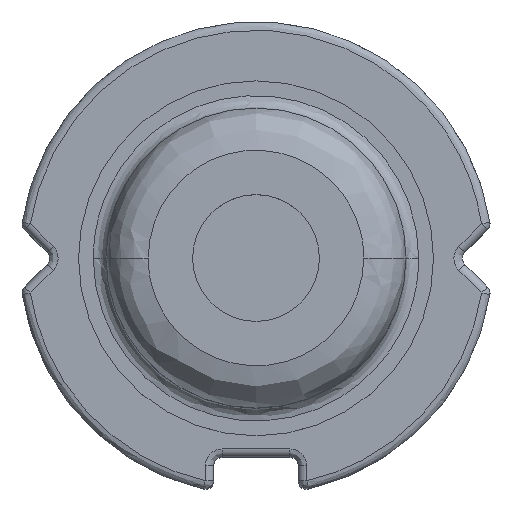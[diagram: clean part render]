
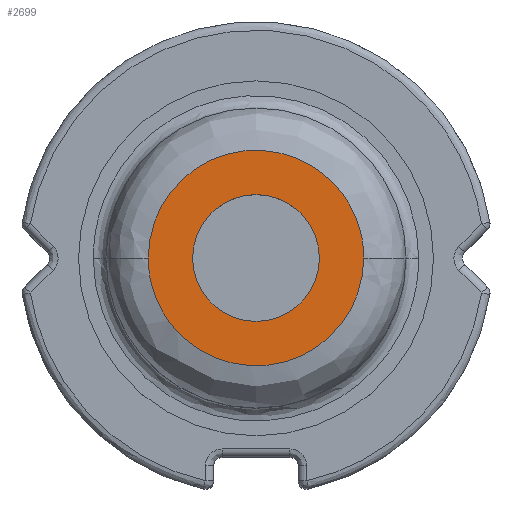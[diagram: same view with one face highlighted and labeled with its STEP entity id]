
A CAD part, top view. The second image highlights one B-rep face of the part: STEP entity #2699.
In plain terms, the highlighted planar face has unit normal (0, 0, 1).
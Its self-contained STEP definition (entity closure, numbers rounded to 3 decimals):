
#21 = DIRECTION ( 'NONE',  ( 0., 0., -1. ) ) ;
#38 = EDGE_LOOP ( 'NONE', ( #2285, #2208 ) ) ;
#50 = AXIS2_PLACEMENT_3D ( 'NONE', #481, #1996, #699 ) ;
#102 = EDGE_CURVE ( 'NONE', #2197, #241, #1772, .T. ) ;
#138 = FACE_BOUND ( 'NONE', #38, .T. ) ;
#174 = VERTEX_POINT ( 'NONE', #2040 ) ;
#182 = CARTESIAN_POINT ( 'NONE',  ( -1.275, -2.55, 3.5 ) ) ;
#241 = VERTEX_POINT ( 'NONE', #1180 ) ;
#242 = EDGE_LOOP ( 'NONE', ( #1631, #1151 ) ) ;
#279 =( BOUNDED_CURVE ( )  B_SPLINE_CURVE ( 3, ( #2697, #1394, #1611, #319 ),
 .UNSPECIFIED., .F., .T. ) 
 B_SPLINE_CURVE_WITH_KNOTS ( ( 4, 4 ),
 ( 0.5, 1. ),
 .UNSPECIFIED. ) 
 CURVE ( )  GEOMETRIC_REPRESENTATION_ITEM ( )  RATIONAL_B_SPLINE_CURVE ( ( 1., 0.333, 0.333, 1. ) ) 
 REPRESENTATION_ITEM ( '' )  );
#319 = CARTESIAN_POINT ( 'NONE',  ( 1.275, 0., 3.5 ) ) ;
#382 = AXIS2_PLACEMENT_3D ( 'NONE', #1306, #21, #1524 ) ;
#481 = CARTESIAN_POINT ( 'NONE',  ( 0., 0., 3.5 ) ) ;
#697 = FACE_OUTER_BOUND ( 'NONE', #242, .T. ) ;
#699 = DIRECTION ( 'NONE',  ( 1., 0., 0. ) ) ;
#784 = EDGE_CURVE ( 'NONE', #174, #1675, #2715, .T. ) ;
#934 = DIRECTION ( 'NONE',  ( 0., 0., 1. ) ) ;
#1151 = ORIENTED_EDGE ( 'NONE', *, *, #1402, .F. ) ;
#1180 = CARTESIAN_POINT ( 'NONE',  ( -0.75, 0., 3.5 ) ) ;
#1295 = PLANE ( 'NONE',  #382 ) ;
#1306 = CARTESIAN_POINT ( 'NONE',  ( 1.775, 0., 3.5 ) ) ;
#1388 = CARTESIAN_POINT ( 'NONE',  ( 0.75, 0., 3.5 ) ) ;
#1394 = CARTESIAN_POINT ( 'NONE',  ( -1.275, 2.55, 3.5 ) ) ;
#1402 = EDGE_CURVE ( 'NONE', #1675, #174, #279, .T. ) ;
#1472 = CARTESIAN_POINT ( 'NONE',  ( 1.275, -2.55, 3.5 ) ) ;
#1524 = DIRECTION ( 'NONE',  ( -1., 0., 0. ) ) ;
#1611 = CARTESIAN_POINT ( 'NONE',  ( 1.275, 2.55, 3.5 ) ) ;
#1631 = ORIENTED_EDGE ( 'NONE', *, *, #784, .F. ) ;
#1646 = EDGE_CURVE ( 'NONE', #241, #2197, #2194, .T. ) ;
#1675 = VERTEX_POINT ( 'NONE', #2258 ) ;
#1677 = CARTESIAN_POINT ( 'NONE',  ( -1.275, 0., 3.5 ) ) ;
#1772 = CIRCLE ( 'NONE', #50, 0.75 ) ;
#1996 = DIRECTION ( 'NONE',  ( 0., 0., 1. ) ) ;
#2040 = CARTESIAN_POINT ( 'NONE',  ( 1.275, 0., 3.5 ) ) ;
#2194 = CIRCLE ( 'NONE', #2590, 0.75 ) ;
#2197 = VERTEX_POINT ( 'NONE', #1388 ) ;
#2208 = ORIENTED_EDGE ( 'NONE', *, *, #1646, .F. ) ;
#2243 = CARTESIAN_POINT ( 'NONE',  ( 0., 0., 3.5 ) ) ;
#2258 = CARTESIAN_POINT ( 'NONE',  ( -1.275, 0., 3.5 ) ) ;
#2285 = ORIENTED_EDGE ( 'NONE', *, *, #102, .F. ) ;
#2476 = DIRECTION ( 'NONE',  ( 1., 0., 0. ) ) ;
#2590 = AXIS2_PLACEMENT_3D ( 'NONE', #2243, #934, #2476 ) ;
#2697 = CARTESIAN_POINT ( 'NONE',  ( -1.275, 0., 3.5 ) ) ;
#2699 = ADVANCED_FACE ( 'NONE', ( #138, #697 ), #1295, .F. ) ;
#2715 =( BOUNDED_CURVE ( )  B_SPLINE_CURVE ( 3, ( #2778, #1472, #182, #1677 ),
 .UNSPECIFIED., .F., .F. ) 
 B_SPLINE_CURVE_WITH_KNOTS ( ( 4, 4 ),
 ( 0., 0.5 ),
 .UNSPECIFIED. ) 
 CURVE ( )  GEOMETRIC_REPRESENTATION_ITEM ( )  RATIONAL_B_SPLINE_CURVE ( ( 1., 0.333, 0.333, 1. ) ) 
 REPRESENTATION_ITEM ( '' )  );
#2778 = CARTESIAN_POINT ( 'NONE',  ( 1.275, 0., 3.5 ) ) ;
